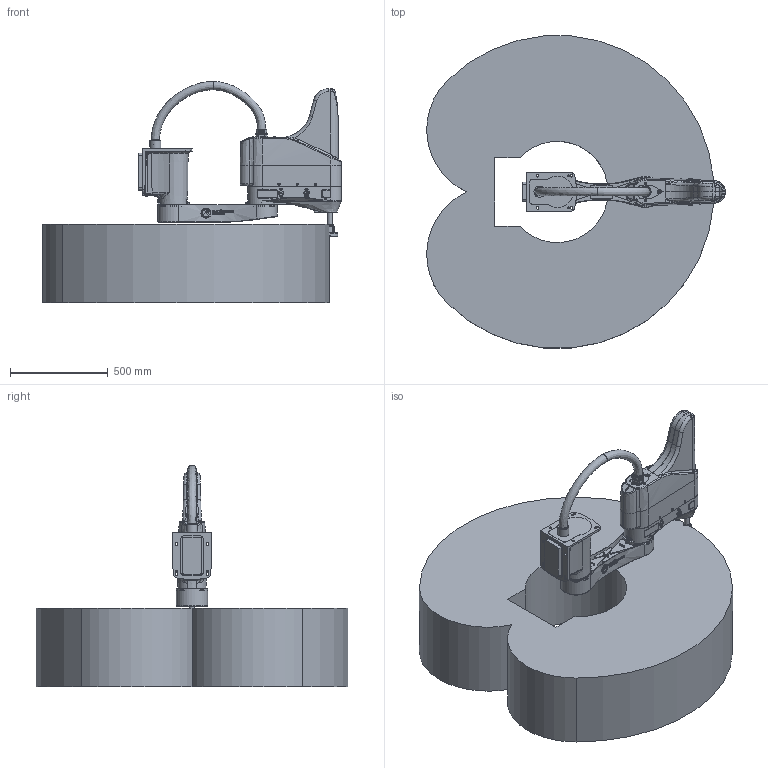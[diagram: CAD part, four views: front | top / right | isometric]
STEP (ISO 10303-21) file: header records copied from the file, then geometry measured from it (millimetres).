
FILE_DESCRIPTION(/* description */ ('Norm.iam Teamplte'),/* implementation_level */ '2;1');
FILE_NAME(/* name */ '3D-model_AT_00024-01-400.stp',/* time_stamp */ '2025-07-10T08:22:02+02:00',/* author */ ('tim.ketterer'),/* organization */ (''),/* preprocessor_version */ 'ST-DEVELOPER v19.2',/* originating_system */ 'Autodesk Inventor 2023',/* authorisation */ '');
FILE_SCHEMA (('AUTOMOTIVE_DESIGN { 1 0 10303 214 3 1 1 }'));
Products named in the file (7): AT_00024-01-400_DUMMY sCara4-800-6kg; MT_WST00110984 Dummy Grundgestell; MT_WST00110983 Dummy Schwinge; MT_WST00119728; MT_WST00109391 Dummy Werkzeugträger; MT_WST00110973 Kabelbaum; MT_WST00113194 Arbeitsbereich
Assembly tree (6 placements, depth 2):
  AT_00024-01-400_DUMMY sCara4-800-6kg
    MT_WST00110984 Dummy Grundgestell
    MT_WST00110983 Dummy Schwinge
    MT_WST00119728
    MT_WST00109391 Dummy Werkzeugträger
    MT_WST00110973 Kabelbaum
    MT_WST00113194 Arbeitsbereich
Bounding box: 1525.65 x 1593.91 x 1130 mm (x, y, z)
Volume: 696295938.8 mm3; surface area: 7883225.7 mm2
Topology: 6 solids, 8 shells, 2510 faces, 6188 edges, 3908 vertices
Faces by surface type: plane 937, bspline 650, cylinder 597, cone 212, torus 89, sphere 25
Full cylindrical faces by diameter (mm): 3.242 x56, 3.8 x2, 4 x2, 4.134 x12, 4.917 x16, 5 x1, 5.8 x1, 6 x3, 6.6 x2, 7 x4, 7.6 x8, 8 x6, 8.5 x16, 10 x6, 11.6 x9, 13.5 x9, 14 x1, 16 x1, 17 x1, 17.5 x1, 18 x1, 20 x1, 25 x2, 33 x1, 35 x4, 35.6 x2, 36 x2, 38.3 x2, 39 x1, 40 x1
Entity records: 104732 total; most frequent: CARTESIAN_POINT 46374, ORIENTED_EDGE 12194, DIRECTION 10372, EDGE_CURVE 6097, VERTEX_POINT 3908, AXIS2_PLACEMENT_3D 3856, EDGE_LOOP 2873, LINE 2660
